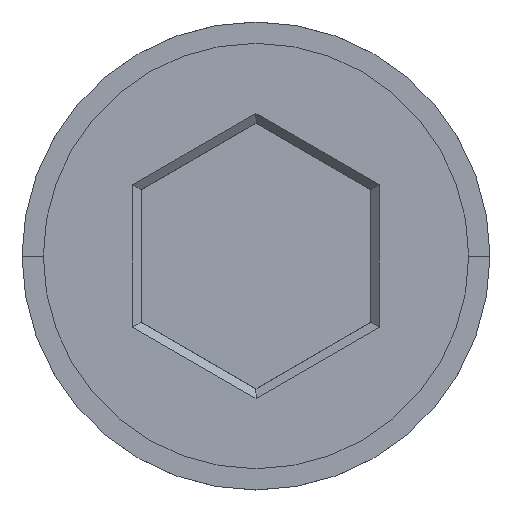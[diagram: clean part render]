
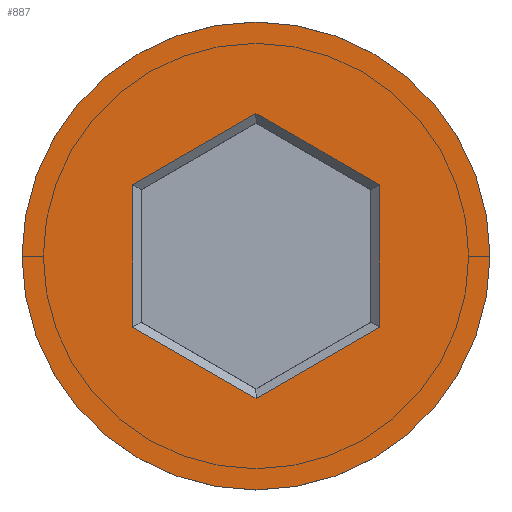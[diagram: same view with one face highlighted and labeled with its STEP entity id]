
A CAD part, top view. The second image highlights one B-rep face of the part: STEP entity #887.
In plain terms, the highlighted planar face has unit normal (0, 0, 1).
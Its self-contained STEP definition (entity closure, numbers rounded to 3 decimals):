
#64 = CARTESIAN_POINT ( 'NONE',  ( -2.8, -1.732, 0. ) ) ;
#110 = LINE ( 'NONE', #1231, #409 ) ;
#122 = CARTESIAN_POINT ( 'NONE',  ( 2.9, -1.559, 0. ) ) ;
#137 = DIRECTION ( 'NONE',  ( 1., 0., 0. ) ) ;
#152 = ORIENTED_EDGE ( 'NONE', *, *, #916, .T. ) ;
#200 = VERTEX_POINT ( 'NONE', #1318 ) ;
#216 = DIRECTION ( 'NONE',  ( -0.866, -0.5, 0. ) ) ;
#247 = VECTOR ( 'NONE', #267, 1000. ) ;
#264 = LINE ( 'NONE', #64, #1120 ) ;
#267 = DIRECTION ( 'NONE',  ( 0., 1., 0. ) ) ;
#302 = CARTESIAN_POINT ( 'NONE',  ( -2.9, 1.674, 0. ) ) ;
#323 = CARTESIAN_POINT ( 'NONE',  ( 0., -3.349, 0. ) ) ;
#347 = CARTESIAN_POINT ( 'NONE',  ( 0., 0., 0. ) ) ;
#355 = FACE_OUTER_BOUND ( 'NONE', #1385, .T. ) ;
#362 = CARTESIAN_POINT ( 'NONE',  ( 0., 0., 0. ) ) ;
#384 = AXIS2_PLACEMENT_3D ( 'NONE', #347, #592, #1384 ) ;
#401 = VERTEX_POINT ( 'NONE', #1095 ) ;
#409 = VECTOR ( 'NONE', #681, 1000. ) ;
#510 = CARTESIAN_POINT ( 'NONE',  ( -5.5, 0., 0. ) ) ;
#526 = LINE ( 'NONE', #533, #553 ) ;
#533 = CARTESIAN_POINT ( 'NONE',  ( 2.8, 1.732, 0. ) ) ;
#540 = LINE ( 'NONE', #980, #1355 ) ;
#553 = VECTOR ( 'NONE', #1321, 1000. ) ;
#571 = ORIENTED_EDGE ( 'NONE', *, *, #1404, .T. ) ;
#578 = VERTEX_POINT ( 'NONE', #510 ) ;
#592 = DIRECTION ( 'NONE',  ( 0., 0., 1. ) ) ;
#595 = LINE ( 'NONE', #1039, #247 ) ;
#615 = ORIENTED_EDGE ( 'NONE', *, *, #1141, .T. ) ;
#662 = VERTEX_POINT ( 'NONE', #1213 ) ;
#676 = VERTEX_POINT ( 'NONE', #302 ) ;
#677 = VECTOR ( 'NONE', #985, 1000. ) ;
#681 = DIRECTION ( 'NONE',  ( 0.866, 0.5, 0. ) ) ;
#693 = CARTESIAN_POINT ( 'NONE',  ( 0., 0., 0. ) ) ;
#778 = ORIENTED_EDGE ( 'NONE', *, *, #972, .T. ) ;
#812 = DIRECTION ( 'NONE',  ( 0., 0., 1. ) ) ;
#821 = DIRECTION ( 'NONE',  ( -0.866, 0.5, 0. ) ) ;
#840 = ORIENTED_EDGE ( 'NONE', *, *, #1399, .T. ) ;
#847 = EDGE_LOOP ( 'NONE', ( #1018, #778, #950, #1030, #571, #840 ) ) ;
#887 = ADVANCED_FACE ( 'NONE', ( #1376, #355 ), #1172, .T. ) ;
#892 = CARTESIAN_POINT ( 'NONE',  ( 0., 3.349, 0. ) ) ;
#916 = EDGE_CURVE ( 'NONE', #662, #578, #1352, .T. ) ;
#950 = ORIENTED_EDGE ( 'NONE', *, *, #1380, .T. ) ;
#972 = EDGE_CURVE ( 'NONE', #1270, #676, #595, .T. ) ;
#980 = CARTESIAN_POINT ( 'NONE',  ( 0.1, -3.291, 0. ) ) ;
#985 = DIRECTION ( 'NONE',  ( 0., -1., 0. ) ) ;
#1018 = ORIENTED_EDGE ( 'NONE', *, *, #1295, .T. ) ;
#1021 = DIRECTION ( 'NONE',  ( 1., 0., 0. ) ) ;
#1030 = ORIENTED_EDGE ( 'NONE', *, *, #1242, .T. ) ;
#1039 = CARTESIAN_POINT ( 'NONE',  ( -2.9, 1.559, 0. ) ) ;
#1044 = CIRCLE ( 'NONE', #1147, 5.5 ) ;
#1063 = CARTESIAN_POINT ( 'NONE',  ( -2.9, -1.674, 0. ) ) ;
#1078 = VERTEX_POINT ( 'NONE', #892 ) ;
#1095 = CARTESIAN_POINT ( 'NONE',  ( 2.9, -1.674, 0. ) ) ;
#1118 = AXIS2_PLACEMENT_3D ( 'NONE', #693, #1146, #1021 ) ;
#1120 = VECTOR ( 'NONE', #821, 1000. ) ;
#1141 = EDGE_CURVE ( 'NONE', #578, #662, #1044, .T. ) ;
#1146 = DIRECTION ( 'NONE',  ( 0., 0., 1. ) ) ;
#1147 = AXIS2_PLACEMENT_3D ( 'NONE', #362, #812, #137 ) ;
#1172 = PLANE ( 'NONE',  #1118 ) ;
#1213 = CARTESIAN_POINT ( 'NONE',  ( 5.5, 0., 0. ) ) ;
#1231 = CARTESIAN_POINT ( 'NONE',  ( -0.1, 3.291, 0. ) ) ;
#1242 = EDGE_CURVE ( 'NONE', #1078, #200, #526, .T. ) ;
#1270 = VERTEX_POINT ( 'NONE', #1063 ) ;
#1295 = EDGE_CURVE ( 'NONE', #1359, #1270, #264, .T. ) ;
#1318 = CARTESIAN_POINT ( 'NONE',  ( 2.9, 1.674, 0. ) ) ;
#1321 = DIRECTION ( 'NONE',  ( 0.866, -0.5, 0. ) ) ;
#1352 = CIRCLE ( 'NONE', #384, 5.5 ) ;
#1355 = VECTOR ( 'NONE', #216, 1000. ) ;
#1359 = VERTEX_POINT ( 'NONE', #323 ) ;
#1376 = FACE_BOUND ( 'NONE', #847, .T. ) ;
#1380 = EDGE_CURVE ( 'NONE', #676, #1078, #110, .T. ) ;
#1384 = DIRECTION ( 'NONE',  ( 1., 0., 0. ) ) ;
#1385 = EDGE_LOOP ( 'NONE', ( #152, #615 ) ) ;
#1399 = EDGE_CURVE ( 'NONE', #401, #1359, #540, .T. ) ;
#1404 = EDGE_CURVE ( 'NONE', #200, #401, #1425, .T. ) ;
#1425 = LINE ( 'NONE', #122, #677 ) ;
